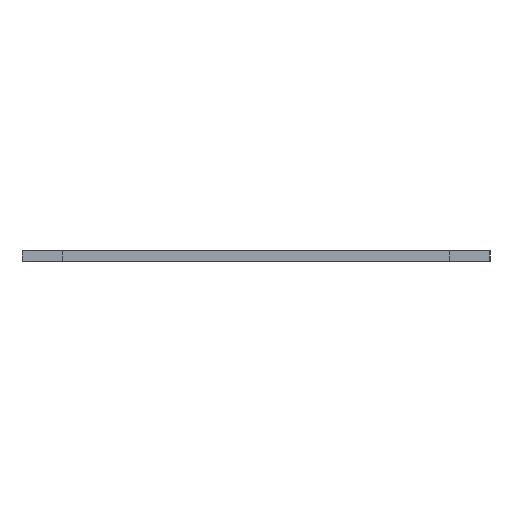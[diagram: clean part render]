
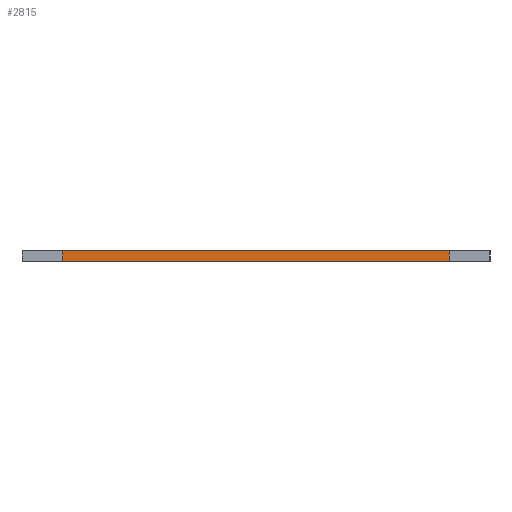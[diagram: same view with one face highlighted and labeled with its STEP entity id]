
A CAD part, left-side view. The second image highlights one B-rep face of the part: STEP entity #2815.
In plain terms, the highlighted planar face has unit normal (-1, 0, 0).
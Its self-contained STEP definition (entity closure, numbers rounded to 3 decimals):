
#49 = DIRECTION ( 'NONE',  ( 0., 0., -1. ) ) ;
#56 = EDGE_CURVE ( 'NONE', #687, #1163, #2744, .T. ) ;
#137 = DIRECTION ( 'NONE',  ( 0., -1., 0. ) ) ;
#147 = CARTESIAN_POINT ( 'NONE',  ( -50., 38., 2. ) ) ;
#176 = LINE ( 'NONE', #2541, #3628 ) ;
#232 = ORIENTED_EDGE ( 'NONE', *, *, #56, .T. ) ;
#411 = EDGE_CURVE ( 'NONE', #1163, #2307, #176, .T. ) ;
#444 = PLANE ( 'NONE',  #3070 ) ;
#687 = VERTEX_POINT ( 'NONE', #1569 ) ;
#827 = LINE ( 'NONE', #2133, #2106 ) ;
#828 = CARTESIAN_POINT ( 'NONE',  ( -50., 38., 2. ) ) ;
#940 = VECTOR ( 'NONE', #1686, 1000. ) ;
#1163 = VERTEX_POINT ( 'NONE', #3095 ) ;
#1569 = CARTESIAN_POINT ( 'NONE',  ( -50., 38., 2. ) ) ;
#1650 = EDGE_CURVE ( 'NONE', #687, #3115, #2296, .T. ) ;
#1686 = DIRECTION ( 'NONE',  ( 0., -1., 0. ) ) ;
#1723 = EDGE_LOOP ( 'NONE', ( #2026, #3220, #2155, #232 ) ) ;
#2000 = DIRECTION ( 'NONE',  ( 0., 0., -1. ) ) ;
#2015 = DIRECTION ( 'NONE',  ( 1., 0., 0. ) ) ;
#2026 = ORIENTED_EDGE ( 'NONE', *, *, #411, .T. ) ;
#2106 = VECTOR ( 'NONE', #2690, 1000. ) ;
#2133 = CARTESIAN_POINT ( 'NONE',  ( -50., -38., 2. ) ) ;
#2155 = ORIENTED_EDGE ( 'NONE', *, *, #1650, .F. ) ;
#2157 = CARTESIAN_POINT ( 'NONE',  ( -50., -38., 0. ) ) ;
#2296 = LINE ( 'NONE', #828, #940 ) ;
#2307 = VERTEX_POINT ( 'NONE', #2157 ) ;
#2541 = CARTESIAN_POINT ( 'NONE',  ( -50., 38., 0. ) ) ;
#2690 = DIRECTION ( 'NONE',  ( 0., 0., -1. ) ) ;
#2744 = LINE ( 'NONE', #3044, #3933 ) ;
#2815 = ADVANCED_FACE ( 'NONE', ( #3808 ), #444, .F. ) ;
#2881 = EDGE_CURVE ( 'NONE', #3115, #2307, #827, .T. ) ;
#2884 = CARTESIAN_POINT ( 'NONE',  ( -50., -38., 2. ) ) ;
#3044 = CARTESIAN_POINT ( 'NONE',  ( -50., 38., 2. ) ) ;
#3070 = AXIS2_PLACEMENT_3D ( 'NONE', #147, #2015, #2000 ) ;
#3095 = CARTESIAN_POINT ( 'NONE',  ( -50., 38., 0. ) ) ;
#3115 = VERTEX_POINT ( 'NONE', #2884 ) ;
#3220 = ORIENTED_EDGE ( 'NONE', *, *, #2881, .F. ) ;
#3628 = VECTOR ( 'NONE', #137, 1000. ) ;
#3808 = FACE_OUTER_BOUND ( 'NONE', #1723, .T. ) ;
#3933 = VECTOR ( 'NONE', #49, 1000. ) ;
